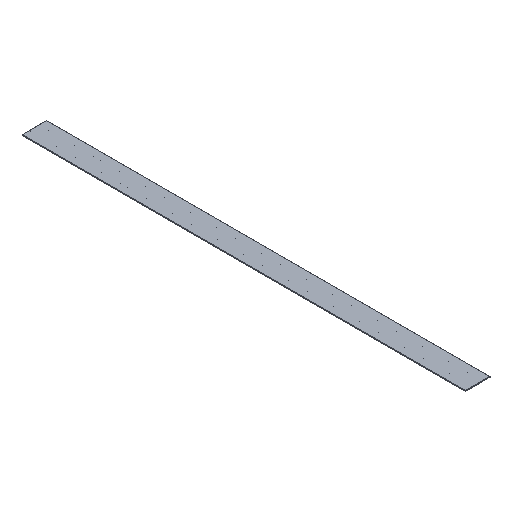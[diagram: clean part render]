
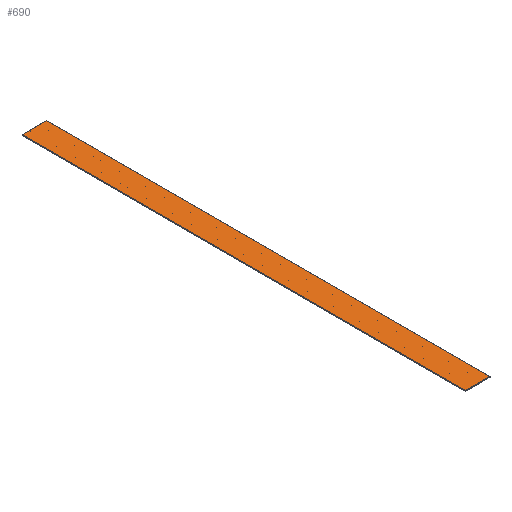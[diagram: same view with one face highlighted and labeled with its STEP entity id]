
A CAD part, isometric view. The second image highlights one B-rep face of the part: STEP entity #690.
In plain terms, the highlighted planar face has unit normal (0, 0, 1).
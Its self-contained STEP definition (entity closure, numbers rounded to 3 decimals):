
#44=PLANE('',#783);
#76=LINE('',#1075,#148);
#77=LINE('',#1077,#149);
#78=LINE('',#1079,#150);
#79=LINE('',#1081,#151);
#148=VECTOR('',#865,1000.);
#149=VECTOR('',#868,1000.);
#150=VECTOR('',#869,1000.);
#151=VECTOR('',#870,1000.);
#227=ORIENTED_EDGE('',*,*,#417,.F.);
#228=ORIENTED_EDGE('',*,*,#416,.F.);
#229=ORIENTED_EDGE('',*,*,#418,.T.);
#230=ORIENTED_EDGE('',*,*,#419,.T.);
#416=EDGE_CURVE('',#510,#509,#76,.T.);
#417=EDGE_CURVE('',#509,#511,#77,.T.);
#418=EDGE_CURVE('',#510,#512,#78,.T.);
#419=EDGE_CURVE('',#512,#511,#79,.T.);
#509=VERTEX_POINT('',#1072);
#510=VERTEX_POINT('',#1074);
#511=VERTEX_POINT('',#1078);
#512=VERTEX_POINT('',#1080);
#594=EDGE_LOOP('',(#227,#228,#229,#230));
#636=FACE_BOUND('',#594,.T.);
#690=ADVANCED_FACE('',(#636),#44,.T.);
#783=AXIS2_PLACEMENT_3D('',#1076,#866,#867);
#865=DIRECTION('',(0.,1.,0.));
#866=DIRECTION('',(0.,0.,1.));
#867=DIRECTION('',(1.,0.,0.));
#868=DIRECTION('',(1.,0.,0.));
#869=DIRECTION('',(1.,0.,0.));
#870=DIRECTION('',(0.,1.,0.));
#1072=CARTESIAN_POINT('',(-27.8,500.,1.));
#1074=CARTESIAN_POINT('',(-27.8,-500.,1.));
#1075=CARTESIAN_POINT('',(-27.8,-500.,1.));
#1076=CARTESIAN_POINT('',(-27.8,-500.,1.));
#1077=CARTESIAN_POINT('',(-27.8,500.,1.));
#1078=CARTESIAN_POINT('',(27.8,500.,1.));
#1079=CARTESIAN_POINT('',(-27.8,-500.,1.));
#1080=CARTESIAN_POINT('',(27.8,-500.,1.));
#1081=CARTESIAN_POINT('',(27.8,-500.,1.));
